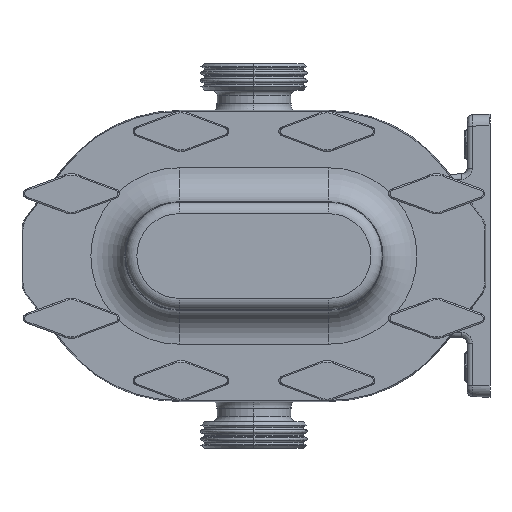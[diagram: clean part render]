
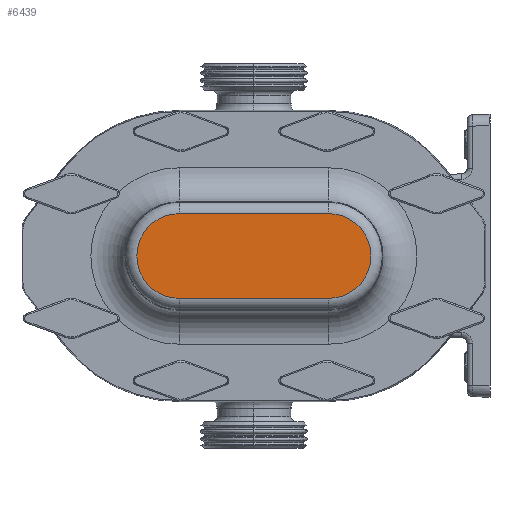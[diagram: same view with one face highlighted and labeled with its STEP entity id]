
A CAD part, left-side view. The second image highlights one B-rep face of the part: STEP entity #6439.
In plain terms, the highlighted face is planar.
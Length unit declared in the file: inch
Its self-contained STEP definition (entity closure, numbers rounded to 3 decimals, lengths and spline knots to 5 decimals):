
#1078 = EDGE_CURVE ( 'NONE', #4286, #13972, #22246, .T. ) ;
#1924 = EDGE_CURVE ( 'NONE', #33956, #4286, #21953, .T. ) ;
#2973 = DIRECTION ( 'NONE',  ( 0., -1., 0. ) ) ;
#4286 = VERTEX_POINT ( 'NONE', #12858 ) ;
#5931 = CARTESIAN_POINT ( 'NONE',  ( 0.93358, -3.3, 2.02 ) ) ;
#6439 = ADVANCED_FACE ( 'NONE', ( #42000 ), #25412, .T. ) ;
#7122 = DIRECTION ( 'NONE',  ( 0., 0., 1. ) ) ;
#8807 = CARTESIAN_POINT ( 'NONE',  ( -0.93358, 0., 2.02 ) ) ;
#8839 = DIRECTION ( 'NONE',  ( 0., 0., 1. ) ) ;
#9058 = VECTOR ( 'NONE', #2973, 39.37008 ) ;
#9547 = LINE ( 'NONE', #42932, #30622 ) ;
#10817 = AXIS2_PLACEMENT_3D ( 'NONE', #38714, #8839, #40443 ) ;
#11255 = EDGE_CURVE ( 'NONE', #13972, #15605, #9547, .T. ) ;
#12858 = CARTESIAN_POINT ( 'NONE',  ( -0.93358, -3.3, 2.02 ) ) ;
#13972 = VERTEX_POINT ( 'NONE', #5931 ) ;
#15345 = AXIS2_PLACEMENT_3D ( 'NONE', #22803, #23239, #15826 ) ;
#15605 = VERTEX_POINT ( 'NONE', #23756 ) ;
#15826 = DIRECTION ( 'NONE',  ( 1., 0., 0. ) ) ;
#16519 = DIRECTION ( 'NONE',  ( 0., 1., 0. ) ) ;
#17788 = CARTESIAN_POINT ( 'NONE',  ( 0., -3.3, 2.02 ) ) ;
#20421 = DIRECTION ( 'NONE',  ( 1., 0., 0. ) ) ;
#21953 = LINE ( 'NONE', #33711, #9058 ) ;
#22246 = CIRCLE ( 'NONE', #34129, 0.93358 ) ;
#22667 = EDGE_LOOP ( 'NONE', ( #32984, #31491, #23376, #25587 ) ) ;
#22803 = CARTESIAN_POINT ( 'NONE',  ( 0., 0., 2.02 ) ) ;
#23239 = DIRECTION ( 'NONE',  ( 0., 0., 1. ) ) ;
#23376 = ORIENTED_EDGE ( 'NONE', *, *, #35892, .T. ) ;
#23756 = CARTESIAN_POINT ( 'NONE',  ( 0.93358, 0., 2.02 ) ) ;
#25412 = PLANE ( 'NONE',  #10817 ) ;
#25587 = ORIENTED_EDGE ( 'NONE', *, *, #1924, .T. ) ;
#30622 = VECTOR ( 'NONE', #16519, 39.37008 ) ;
#31491 = ORIENTED_EDGE ( 'NONE', *, *, #11255, .T. ) ;
#32984 = ORIENTED_EDGE ( 'NONE', *, *, #1078, .T. ) ;
#33711 = CARTESIAN_POINT ( 'NONE',  ( -0.93358, -3.3, 2.02 ) ) ;
#33956 = VERTEX_POINT ( 'NONE', #8807 ) ;
#34129 = AXIS2_PLACEMENT_3D ( 'NONE', #17788, #7122, #20421 ) ;
#34167 = CIRCLE ( 'NONE', #15345, 0.93358 ) ;
#35892 = EDGE_CURVE ( 'NONE', #15605, #33956, #34167, .T. ) ;
#38714 = CARTESIAN_POINT ( 'NONE',  ( 0., 0., 2.02 ) ) ;
#40443 = DIRECTION ( 'NONE',  ( 1., 0., 0. ) ) ;
#42000 = FACE_OUTER_BOUND ( 'NONE', #22667, .T. ) ;
#42932 = CARTESIAN_POINT ( 'NONE',  ( 0.93358, 0., 2.02 ) ) ;
